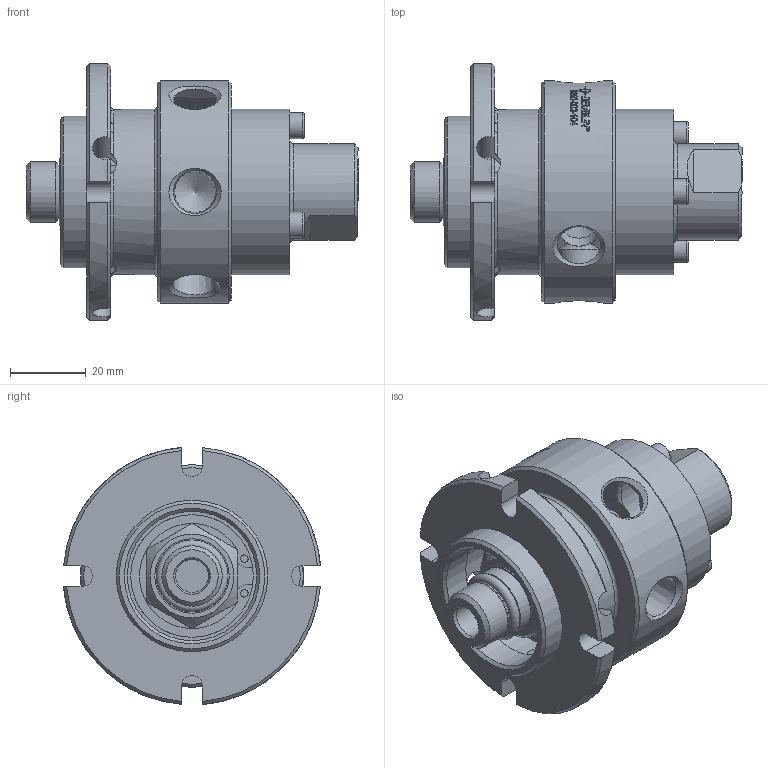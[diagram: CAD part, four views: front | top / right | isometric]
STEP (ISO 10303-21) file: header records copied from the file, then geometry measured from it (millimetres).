
FILE_DESCRIPTION(/* description */ (''),/* implementation_level */ '2;1');
FILE_NAME(/* name */ '9210-002-104-IC.stp',/* time_stamp */ '2020-05-18T14:04:46-05:00',/* author */ ('Moorera'),/* organization */ (''),/* preprocessor_version */ 'ST-DEVELOPER v18.1',/* originating_system */ 'Autodesk Inventor 2020',/* authorisation */ '');
FILE_SCHEMA (('AUTOMOTIVE_DESIGN { 1 0 10303 214 3 1 1 }'));
Products named in the file (1): 9210-002-104-IC
Bounding box: 87.56 x 67.77 x 67.77 mm (x, y, z)
Volume: 112650.5 mm3; surface area: 29607.5 mm2
Topology: 2 solids, 2 shells, 465 faces, 1268 edges, 860 vertices
Faces by surface type: bspline 172, plane 156, cylinder 82, cone 42, torus 13
Full cylindrical faces by diameter (mm): 1.981 x2, 6.35 x4, 6.858 x3, 7.2 x3, 8.7 x1, 10.719 x4, 13.59 x1, 14.25 x1, 14.48 x1, 15.968 x1, 17.79 x1, 17.99 x1, 25.4 x1, 32.36 x1, 34.112 x2, 36.5 x1, 39.974 x1, 43.6 x1, 43.637 x1, 58.725 x1
Entity records: 55080 total; most frequent: CARTESIAN_POINT 43859, ORIENTED_EDGE 2522, DIRECTION 1884, EDGE_CURVE 1261, VERTEX_POINT 860, AXIS2_PLACEMENT_3D 708, EDGE_LOOP 537, LINE 468
